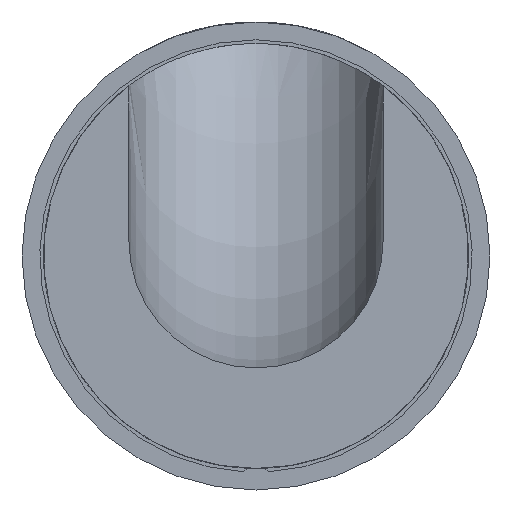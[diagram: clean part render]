
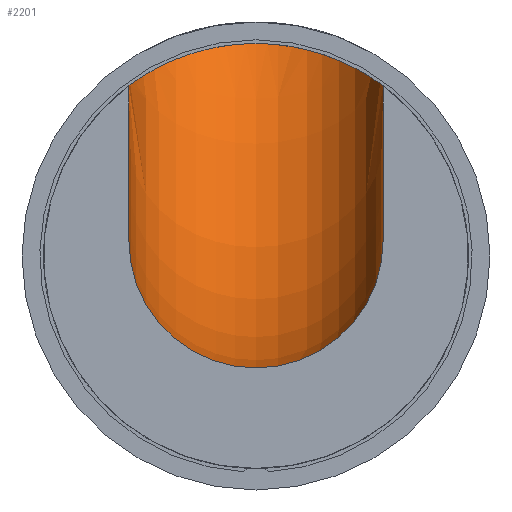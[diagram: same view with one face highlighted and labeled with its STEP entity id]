
A CAD part, front view. The second image highlights one B-rep face of the part: STEP entity #2201.
In plain terms, the highlighted toroidal (fillet/blend) face has major radius 2.5 mm and minor radius 0.5 mm.
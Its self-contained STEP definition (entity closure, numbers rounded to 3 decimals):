
#57 = B_SPLINE_CURVE_WITH_KNOTS ( 'NONE', 3,
 ( #3662, #74, #1181, #857, #2466, #414, #4421, #4371 ),
 .UNSPECIFIED., .F., .F.,
 ( 4, 2, 2, 4 ),
 ( 0.001, 0.001, 0.001, 0.002 ),
 .UNSPECIFIED. ) ;
#74 = CARTESIAN_POINT ( 'NONE',  ( 0.5, -22.142, 0.669 ) ) ;
#159 = CIRCLE ( 'NONE', #3664, 2.5 ) ;
#176 = CARTESIAN_POINT ( 'NONE',  ( 0., -23.954, 2.56 ) ) ;
#337 = CARTESIAN_POINT ( 'NONE',  ( -0.044, -21.5, 0.835 ) ) ;
#338 = AXIS2_PLACEMENT_3D ( 'NONE', #1929, #3927, #1543 ) ;
#361 = VERTEX_POINT ( 'NONE', #2238 ) ;
#414 = CARTESIAN_POINT ( 'NONE',  ( 0.174, -21.541, 0.819 ) ) ;
#491 = ORIENTED_EDGE ( 'NONE', *, *, #4544, .T. ) ;
#735 = VERTEX_POINT ( 'NONE', #1903 ) ;
#755 = CARTESIAN_POINT ( 'NONE',  ( -0.5, -22.142, 0.669 ) ) ;
#757 = TOROIDAL_SURFACE ( 'NONE', #3680, 2.5, 0.5 ) ;
#838 = CIRCLE ( 'NONE', #4682, 2.5 ) ;
#857 = CARTESIAN_POINT ( 'NONE',  ( 0.351, -21.731, 0.759 ) ) ;
#965 = ORIENTED_EDGE ( 'NONE', *, *, #3320, .T. ) ;
#1098 = DIRECTION ( 'NONE',  ( -1., 0., 0. ) ) ;
#1104 = CARTESIAN_POINT ( 'NONE',  ( 0.5, -23.954, 2.56 ) ) ;
#1166 = EDGE_LOOP ( 'NONE', ( #4995, #2187, #965, #491, #2034 ) ) ;
#1178 = CIRCLE ( 'NONE', #338, 0.5 ) ;
#1181 = CARTESIAN_POINT ( 'NONE',  ( 0.464, -21.965, 0.699 ) ) ;
#1380 = VERTEX_POINT ( 'NONE', #1428 ) ;
#1428 = CARTESIAN_POINT ( 'NONE',  ( 0., -21.5, 0.835 ) ) ;
#1462 = DIRECTION ( 'NONE',  ( 0., 0., 1. ) ) ;
#1540 = CARTESIAN_POINT ( 'NONE',  ( -0.464, -21.966, 0.699 ) ) ;
#1543 = DIRECTION ( 'NONE',  ( 0., 0., -1. ) ) ;
#1875 = CARTESIAN_POINT ( 'NONE',  ( -0.5, -22.319, 0.669 ) ) ;
#1903 = CARTESIAN_POINT ( 'NONE',  ( 0.5, -22.319, 0.669 ) ) ;
#1929 = CARTESIAN_POINT ( 'NONE',  ( 0., -23.954, 0.06 ) ) ;
#1975 = EDGE_CURVE ( 'NONE', #3820, #361, #1178, .T. ) ;
#1976 = CARTESIAN_POINT ( 'NONE',  ( -0.089, -21.51, 0.831 ) ) ;
#2034 = ORIENTED_EDGE ( 'NONE', *, *, #2780, .T. ) ;
#2187 = ORIENTED_EDGE ( 'NONE', *, *, #5106, .F. ) ;
#2201 = ADVANCED_FACE ( 'Defeature ausgef�hrt2_2', ( #4117 ), #757, .F. ) ;
#2238 = CARTESIAN_POINT ( 'NONE',  ( 0.5, -23.954, 0.06 ) ) ;
#2382 = CARTESIAN_POINT ( 'NONE',  ( -0.5, -22.319, 0.669 ) ) ;
#2412 = CARTESIAN_POINT ( 'NONE',  ( -0.171, -21.546, 0.818 ) ) ;
#2466 = CARTESIAN_POINT ( 'NONE',  ( 0.303, -21.657, 0.781 ) ) ;
#2780 = EDGE_CURVE ( 'NONE', #2881, #3820, #838, .T. ) ;
#2881 = VERTEX_POINT ( 'NONE', #1875 ) ;
#3044 = DIRECTION ( 'NONE',  ( 0., 0., 1. ) ) ;
#3094 = CARTESIAN_POINT ( 'NONE',  ( 0., -21.5, 0.835 ) ) ;
#3289 = DIRECTION ( 'NONE',  ( 0., 0., 1. ) ) ;
#3314 = B_SPLINE_CURVE_WITH_KNOTS ( 'NONE', 3,
 ( #3094, #337, #1976, #2412, #5121, #5173, #3999, #1540, #755, #2382 ),
 .UNSPECIFIED., .F., .F.,
 ( 4, 2, 2, 2, 4 ),
 ( 0.002, 0.002, 0.002, 0.002, 0.003 ),
 .UNSPECIFIED. ) ;
#3320 = EDGE_CURVE ( 'NONE', #735, #1380, #57, .T. ) ;
#3662 = CARTESIAN_POINT ( 'NONE',  ( 0.5, -22.319, 0.669 ) ) ;
#3664 = AXIS2_PLACEMENT_3D ( 'NONE', #1104, #4296, #3044 ) ;
#3680 = AXIS2_PLACEMENT_3D ( 'NONE', #176, #4482, #3289 ) ;
#3820 = VERTEX_POINT ( 'NONE', #5062 ) ;
#3927 = DIRECTION ( 'NONE',  ( 0., -1., 0. ) ) ;
#3999 = CARTESIAN_POINT ( 'NONE',  ( -0.352, -21.732, 0.758 ) ) ;
#4117 = FACE_OUTER_BOUND ( 'NONE', #1166, .T. ) ;
#4296 = DIRECTION ( 'NONE',  ( -1., 0., 0. ) ) ;
#4371 = CARTESIAN_POINT ( 'NONE',  ( 0., -21.5, 0.835 ) ) ;
#4421 = CARTESIAN_POINT ( 'NONE',  ( 0.089, -21.5, 0.835 ) ) ;
#4482 = DIRECTION ( 'NONE',  ( -1., 0., 0. ) ) ;
#4544 = EDGE_CURVE ( 'NONE', #1380, #2881, #3314, .T. ) ;
#4648 = CARTESIAN_POINT ( 'NONE',  ( -0.5, -23.954, 2.56 ) ) ;
#4682 = AXIS2_PLACEMENT_3D ( 'NONE', #4648, #1098, #1462 ) ;
#4995 = ORIENTED_EDGE ( 'NONE', *, *, #1975, .T. ) ;
#5062 = CARTESIAN_POINT ( 'NONE',  ( -0.5, -23.954, 0.06 ) ) ;
#5106 = EDGE_CURVE ( 'NONE', #735, #361, #159, .T. ) ;
#5121 = CARTESIAN_POINT ( 'NONE',  ( -0.207, -21.571, 0.81 ) ) ;
#5173 = CARTESIAN_POINT ( 'NONE',  ( -0.304, -21.659, 0.781 ) ) ;
